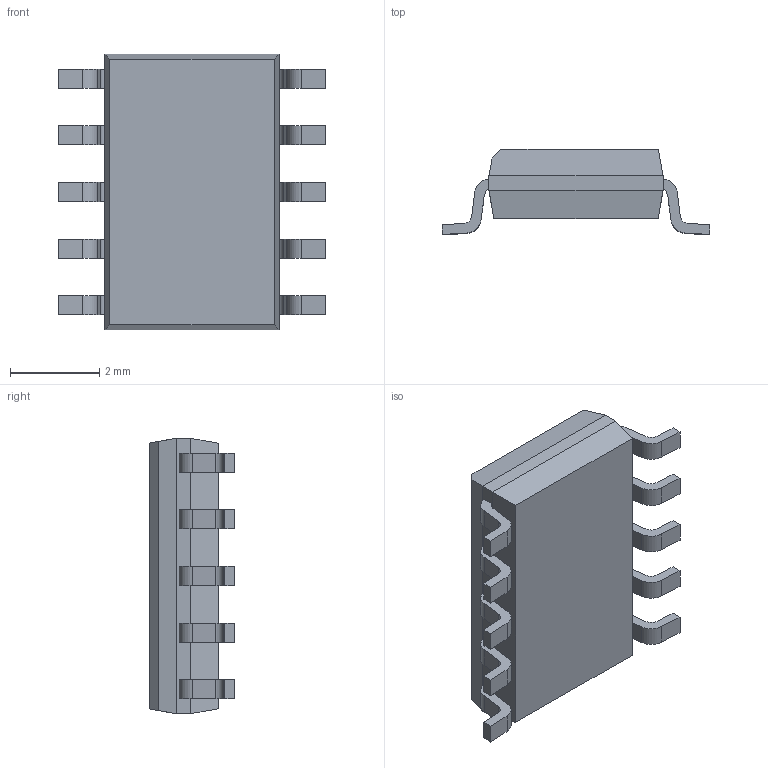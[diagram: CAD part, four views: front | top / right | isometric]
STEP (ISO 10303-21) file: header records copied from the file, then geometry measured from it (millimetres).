
FILE_DESCRIPTION (( 'STEP AP214' ), '1' );
FILE_NAME ('SOIC10-150-50.STEP', '2019-08-19T06:53:49', ( 'thomas' ), ( '' ), 'SwSTEP 2.0', 'SolidWorks 2017', '' );
FILE_SCHEMA (( 'AUTOMOTIVE_DESIGN' ));
Length unit declared in the file: millimetre
Products named in the file (1): SOIC10-150-50
Bounding box: 6 x 1.91 x 6.17 mm (x, y, z)
Volume: 37.5 mm3; surface area: 97.7 mm2
Topology: 1 solids, 1 shells, 128 faces, 337 edges, 222 vertices
Faces by surface type: plane 86, cylinder 40, cone 2
Entity records: 5185 total; most frequent: CARTESIAN_POINT 688, DIRECTION 679, ORIENTED_EDGE 674, EDGE_CURVE 337, VECTOR 253, LINE 253, VERTEX_POINT 222, AXIS2_PLACEMENT_3D 213
